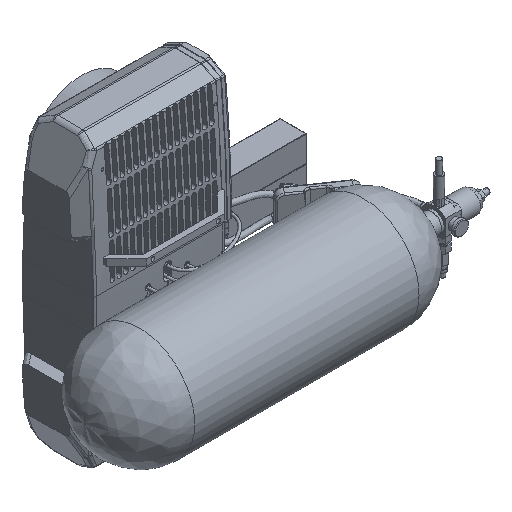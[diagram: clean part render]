
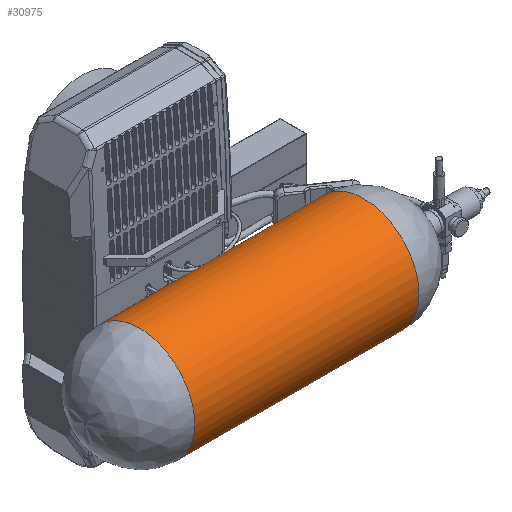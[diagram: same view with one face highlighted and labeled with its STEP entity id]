
A CAD part, isometric view. The second image highlights one B-rep face of the part: STEP entity #30975.
In plain terms, the highlighted free-form (B-spline) face has degree [2, 1] with [9, 2] control points.
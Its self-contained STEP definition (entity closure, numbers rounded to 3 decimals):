
#30843 = VERTEX_POINT('',#30844);
#30844 = CARTESIAN_POINT('',(215.612,0.,
    109.755));
#30852 = EDGE_CURVE('',#30853,#30843,#30855,.T.);
#30853 = VERTEX_POINT('',#30854);
#30854 = CARTESIAN_POINT('',(215.612,109.755,
    0.));
#30855 = ( BOUNDED_CURVE() B_SPLINE_CURVE(2,(#30856,#30857,#30858),
.UNSPECIFIED.,.F.,.F.) B_SPLINE_CURVE_WITH_KNOTS((3,3),(0.,
1.571),.PIECEWISE_BEZIER_KNOTS.) CURVE() 
GEOMETRIC_REPRESENTATION_ITEM() RATIONAL_B_SPLINE_CURVE((1.,
0.707,1.)) REPRESENTATION_ITEM('') );
#30856 = CARTESIAN_POINT('',(215.612,109.755,
    0.));
#30857 = CARTESIAN_POINT('',(215.612,109.755,
    109.755));
#30858 = CARTESIAN_POINT('',(215.612,0.,
    109.755));
#30860 = EDGE_CURVE('',#30843,#30853,#30861,.T.);
#30861 = ( BOUNDED_CURVE() B_SPLINE_CURVE(2,(#30862,#30863,#30864,#30865
,#30866),.UNSPECIFIED.,.F.,.F.) B_SPLINE_CURVE_WITH_KNOTS((3,2,3),(
    1.571,3.927,6.283),
.PIECEWISE_BEZIER_KNOTS.) CURVE() GEOMETRIC_REPRESENTATION_ITEM() 
RATIONAL_B_SPLINE_CURVE((1.,0.383,1.,0.383,1.)) 
REPRESENTATION_ITEM('') );
#30862 = CARTESIAN_POINT('',(215.612,0.,
    109.755));
#30863 = CARTESIAN_POINT('',(215.612,-264.971,
    109.755));
#30864 = CARTESIAN_POINT('',(215.612,-77.608,
    -77.608));
#30865 = CARTESIAN_POINT('',(215.612,109.755,
    -264.971));
#30866 = CARTESIAN_POINT('',(215.612,109.755,
    0.));
#30914 = VERTEX_POINT('',#30915);
#30915 = CARTESIAN_POINT('',(-229.9,0.,
    109.755));
#30921 = EDGE_CURVE('',#30922,#30914,#30924,.T.);
#30922 = VERTEX_POINT('',#30923);
#30923 = CARTESIAN_POINT('',(-229.9,109.755,
    0.));
#30924 = ( BOUNDED_CURVE() B_SPLINE_CURVE(2,(#30925,#30926,#30927,#30928
,#30929),.UNSPECIFIED.,.F.,.F.) B_SPLINE_CURVE_WITH_KNOTS((3,2,3),(0.,
2.356,4.712),.PIECEWISE_BEZIER_KNOTS.) CURVE() 
GEOMETRIC_REPRESENTATION_ITEM() RATIONAL_B_SPLINE_CURVE((1.,
0.383,1.,0.383,1.)) REPRESENTATION_ITEM('') );
#30925 = CARTESIAN_POINT('',(-229.9,109.755,
    0.));
#30926 = CARTESIAN_POINT('',(-229.9,109.755,
    -264.971));
#30927 = CARTESIAN_POINT('',(-229.9,-77.608,
    -77.608));
#30928 = CARTESIAN_POINT('',(-229.9,-264.971,
    109.755));
#30929 = CARTESIAN_POINT('',(-229.9,0.,
    109.755));
#30931 = EDGE_CURVE('',#30914,#30922,#30932,.T.);
#30932 = ( BOUNDED_CURVE() B_SPLINE_CURVE(2,(#30933,#30934,#30935),
.UNSPECIFIED.,.F.,.F.) B_SPLINE_CURVE_WITH_KNOTS((3,3),(4.712,
6.283),.PIECEWISE_BEZIER_KNOTS.) CURVE() 
GEOMETRIC_REPRESENTATION_ITEM() RATIONAL_B_SPLINE_CURVE((1.,
0.707,1.)) REPRESENTATION_ITEM('') );
#30933 = CARTESIAN_POINT('',(-229.9,0.,
    109.755));
#30934 = CARTESIAN_POINT('',(-229.9,109.755,
    109.755));
#30935 = CARTESIAN_POINT('',(-229.9,109.755,
    0.));
#30975 = ADVANCED_FACE('',(#30976),#30988,.T.);
#30976 = FACE_BOUND('',#30977,.T.);
#30977 = EDGE_LOOP('',(#30978,#30979,#30984,#30985,#30986,#30987));
#30978 = ORIENTED_EDGE('',*,*,#30921,.F.);
#30979 = ORIENTED_EDGE('',*,*,#30980,.T.);
#30980 = EDGE_CURVE('',#30922,#30853,#30981,.T.);
#30981 = B_SPLINE_CURVE_WITH_KNOTS('',1,(#30982,#30983),.UNSPECIFIED.,
  .F.,.F.,(2,2),(-171.5,171.5),.PIECEWISE_BEZIER_KNOTS.);
#30982 = CARTESIAN_POINT('',(-229.9,109.755,
    0.));
#30983 = CARTESIAN_POINT('',(215.612,109.755,
    0.));
#30984 = ORIENTED_EDGE('',*,*,#30860,.F.);
#30985 = ORIENTED_EDGE('',*,*,#30852,.F.);
#30986 = ORIENTED_EDGE('',*,*,#30980,.F.);
#30987 = ORIENTED_EDGE('',*,*,#30931,.F.);
#30988 = ( BOUNDED_SURFACE() B_SPLINE_SURFACE(2,1,(
    (#30989,#30990)
    ,(#30991,#30992)
    ,(#30993,#30994)
    ,(#30995,#30996)
    ,(#30997,#30998)
    ,(#30999,#31000)
    ,(#31001,#31002)
    ,(#31003,#31004)
    ,(#31005,#31006
)),.UNSPECIFIED.,.T.,.F.,.F.) B_SPLINE_SURFACE_WITH_KNOTS((3,2,2,2,3),(2
    ,2),(-3.142,-2.094,0.,2.094,3.142)
,(-171.5,171.5),.UNSPECIFIED.) GEOMETRIC_REPRESENTATION_ITEM() 
RATIONAL_B_SPLINE_SURFACE((
    (0.75,0.75)
    ,(0.75,0.75)
    ,(1.,1.)
    ,(0.5,0.5)
    ,(1.,1.)
    ,(0.5,0.5)
    ,(1.,1.)
    ,(0.75,0.75)
,(0.75,0.75))) REPRESENTATION_ITEM('') SURFACE() );
#30989 = CARTESIAN_POINT('',(215.612,109.755,
    0.));
#30990 = CARTESIAN_POINT('',(-229.9,109.755,
    0.));
#30991 = CARTESIAN_POINT('',(215.612,109.755,
    -63.367));
#30992 = CARTESIAN_POINT('',(-229.9,109.755,
    -63.367));
#30993 = CARTESIAN_POINT('',(215.612,54.877,
    -95.05));
#30994 = CARTESIAN_POINT('',(-229.9,54.877,
    -95.05));
#30995 = CARTESIAN_POINT('',(215.612,-109.755,
    -190.1));
#30996 = CARTESIAN_POINT('',(-229.9,-109.755,
    -190.1));
#30997 = CARTESIAN_POINT('',(215.612,-109.755,
    0.));
#30998 = CARTESIAN_POINT('',(-229.9,-109.755,
    0.));
#30999 = CARTESIAN_POINT('',(215.612,-109.755,
    190.1));
#31000 = CARTESIAN_POINT('',(-229.9,-109.755,
    190.1));
#31001 = CARTESIAN_POINT('',(215.612,54.877,
    95.05));
#31002 = CARTESIAN_POINT('',(-229.9,54.877,
    95.05));
#31003 = CARTESIAN_POINT('',(215.612,109.755,
    63.367));
#31004 = CARTESIAN_POINT('',(-229.9,109.755,
    63.367));
#31005 = CARTESIAN_POINT('',(215.612,109.755,
    0.));
#31006 = CARTESIAN_POINT('',(-229.9,109.755,
    0.));
